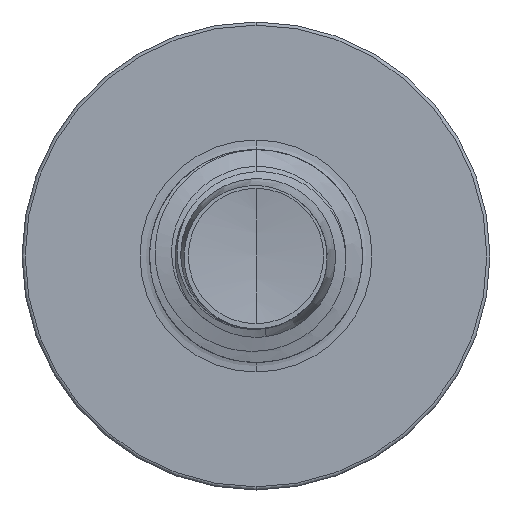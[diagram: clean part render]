
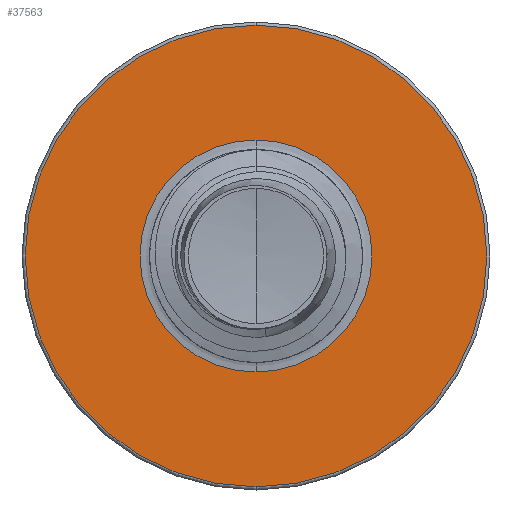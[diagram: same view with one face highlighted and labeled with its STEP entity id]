
A CAD part, front view. The second image highlights one B-rep face of the part: STEP entity #37563.
In plain terms, the highlighted planar face has unit normal (0, -1, 0).
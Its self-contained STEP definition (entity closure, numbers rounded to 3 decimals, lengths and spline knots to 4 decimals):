
#459 = CARTESIAN_POINT ( 'NONE',  ( 0., 15., -1.3632 ) ) ;
#1060 = CARTESIAN_POINT ( 'NONE',  ( 0., 15., -2.7125 ) ) ;
#2480 = AXIS2_PLACEMENT_3D ( 'NONE', #19664, #35734, #22803 ) ;
#4451 = CARTESIAN_POINT ( 'NONE',  ( 0., 15., 1.3632 ) ) ;
#4852 = VERTEX_POINT ( 'NONE', #8792 ) ;
#5023 = AXIS2_PLACEMENT_3D ( 'NONE', #29926, #11704, #31792 ) ;
#8126 = EDGE_LOOP ( 'NONE', ( #29450, #28594 ) ) ;
#8172 = ORIENTED_EDGE ( 'NONE', *, *, #36758, .T. ) ;
#8792 = CARTESIAN_POINT ( 'NONE',  ( 0., 15., 2.7125 ) ) ;
#9475 = ORIENTED_EDGE ( 'NONE', *, *, #33437, .T. ) ;
#11704 = DIRECTION ( 'NONE',  ( 0., 1., 0. ) ) ;
#14565 = VERTEX_POINT ( 'NONE', #459 ) ;
#15713 = CIRCLE ( 'NONE', #2480, 1.3632 ) ;
#16753 = FACE_OUTER_BOUND ( 'NONE', #8126, .T. ) ;
#17538 = AXIS2_PLACEMENT_3D ( 'NONE', #37325, #25434, #25546 ) ;
#19664 = CARTESIAN_POINT ( 'NONE',  ( 0., 15., 0. ) ) ;
#21182 = CIRCLE ( 'NONE', #26780, 2.7125 ) ;
#22015 = DIRECTION ( 'NONE',  ( 0., 1., 0. ) ) ;
#22803 = DIRECTION ( 'NONE',  ( 0., 0., 1. ) ) ;
#22860 = DIRECTION ( 'NONE',  ( 0., 1., 0. ) ) ;
#23398 = FACE_BOUND ( 'NONE', #32561, .T. ) ;
#25434 = DIRECTION ( 'NONE',  ( 0., 1., 0. ) ) ;
#25546 = DIRECTION ( 'NONE',  ( 0., 0., 1. ) ) ;
#26780 = AXIS2_PLACEMENT_3D ( 'NONE', #35766, #22860, #37376 ) ;
#28594 = ORIENTED_EDGE ( 'NONE', *, *, #31684, .F. ) ;
#28621 = AXIS2_PLACEMENT_3D ( 'NONE', #35267, #22015, #36960 ) ;
#29450 = ORIENTED_EDGE ( 'NONE', *, *, #34291, .F. ) ;
#29620 = CIRCLE ( 'NONE', #28621, 1.3632 ) ;
#29926 = CARTESIAN_POINT ( 'NONE',  ( 0., 15., 0. ) ) ;
#29938 = VERTEX_POINT ( 'NONE', #4451 ) ;
#30009 = CIRCLE ( 'NONE', #5023, 2.7125 ) ;
#30704 = VERTEX_POINT ( 'NONE', #1060 ) ;
#31684 = EDGE_CURVE ( 'NONE', #30704, #4852, #30009, .T. ) ;
#31792 = DIRECTION ( 'NONE',  ( 0., 0., 1. ) ) ;
#32561 = EDGE_LOOP ( 'NONE', ( #9475, #8172 ) ) ;
#33437 = EDGE_CURVE ( 'NONE', #29938, #14565, #15713, .T. ) ;
#34291 = EDGE_CURVE ( 'NONE', #4852, #30704, #21182, .T. ) ;
#35267 = CARTESIAN_POINT ( 'NONE',  ( 0., 15., 0. ) ) ;
#35708 = PLANE ( 'NONE',  #17538 ) ;
#35734 = DIRECTION ( 'NONE',  ( 0., 1., 0. ) ) ;
#35766 = CARTESIAN_POINT ( 'NONE',  ( 0., 15., 0. ) ) ;
#36758 = EDGE_CURVE ( 'NONE', #14565, #29938, #29620, .T. ) ;
#36960 = DIRECTION ( 'NONE',  ( 0., 0., 1. ) ) ;
#37325 = CARTESIAN_POINT ( 'NONE',  ( 0., 15., -1.3632 ) ) ;
#37376 = DIRECTION ( 'NONE',  ( 0., 0., 1. ) ) ;
#37563 = ADVANCED_FACE ( 'NONE', ( #16753, #23398 ), #35708, .F. ) ;
